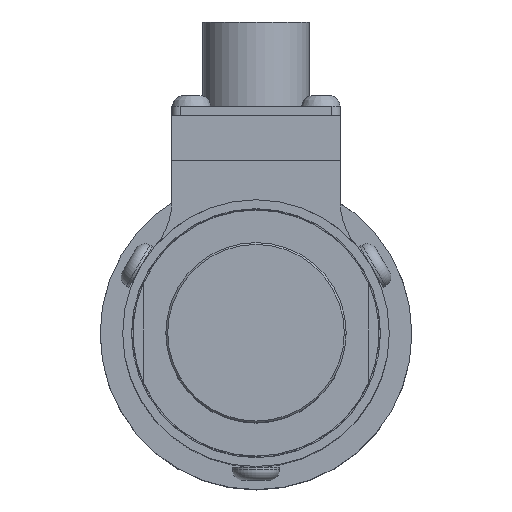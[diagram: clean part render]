
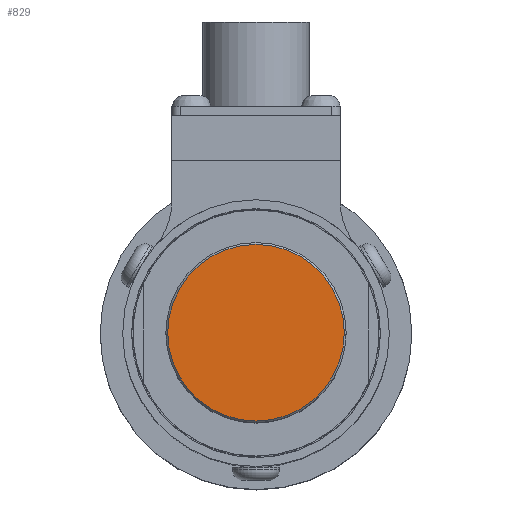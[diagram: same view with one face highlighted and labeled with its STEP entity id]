
A CAD part, top view. The second image highlights one B-rep face of the part: STEP entity #829.
In plain terms, the highlighted planar face has unit normal (0, 0, 1).
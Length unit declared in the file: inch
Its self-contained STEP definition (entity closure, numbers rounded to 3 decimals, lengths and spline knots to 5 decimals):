
#632=CARTESIAN_POINT('',(18.23344,0.,8.86523));
#633=VERTEX_POINT('',#632);
#634=CARTESIAN_POINT('',(17.74344,0.,8.86523));
#635=DIRECTION('',(0.0,0.0,-1.0));
#636=DIRECTION('',(-1.0,0.0,0.0));
#637=AXIS2_PLACEMENT_3D('',#634,#635,#636);
#638=CIRCLE('',#637,0.49);
#639=EDGE_CURVE('',#633,#633,#638,.T.);
#821=CARTESIAN_POINT('',(17.99344,0.,8.86523));
#822=DIRECTION('',(0.0,0.0,1.0));
#823=DIRECTION('',(1.0,0.0,0.0));
#824=AXIS2_PLACEMENT_3D('',#821,#822,#823);
#825=PLANE('',#824);
#826=ORIENTED_EDGE('',*,*,#639,.F.);
#827=EDGE_LOOP('',(#826));
#828=FACE_OUTER_BOUND('',#827,.T.);
#829=ADVANCED_FACE('',(#828),#825,.T.);
